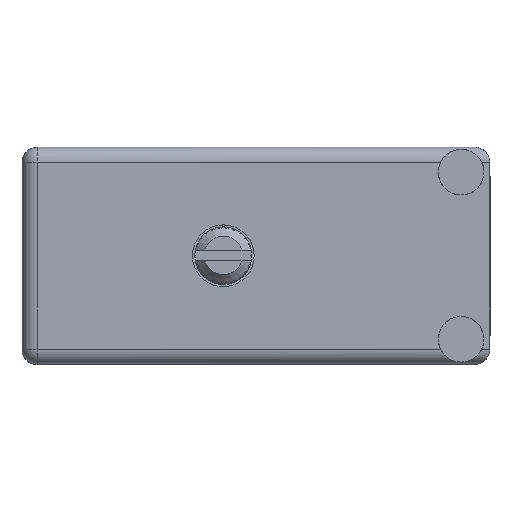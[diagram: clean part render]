
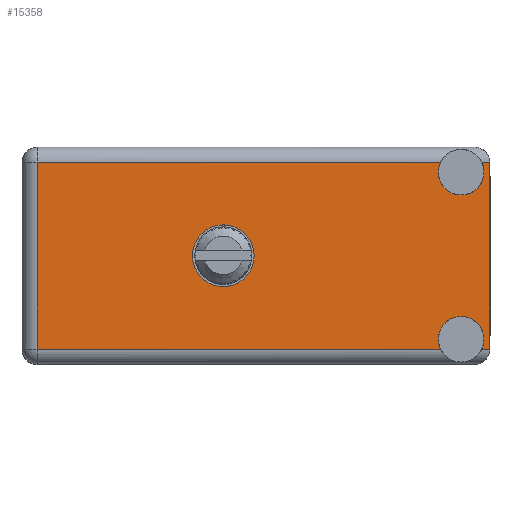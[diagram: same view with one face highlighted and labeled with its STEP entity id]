
A CAD part, top view. The second image highlights one B-rep face of the part: STEP entity #15358.
In plain terms, the highlighted face is planar.
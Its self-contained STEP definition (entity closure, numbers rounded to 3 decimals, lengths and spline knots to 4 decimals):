
#2155 = CARTESIAN_POINT ( 'NONE',  ( 1.539, 0.906, 0. ) ) ;
#7613 = ORIENTED_EDGE ( 'NONE', *, *, #47285, .T. ) ;
#11420 = EDGE_CURVE ( 'NONE', #82955, #89715, #166570, .T. ) ;
#11827 = FACE_BOUND ( 'NONE', #172923, .T. ) ;
#13280 = EDGE_CURVE ( 'NONE', #83265, #138143, #139549, .T. ) ;
#15358 = ADVANCED_FACE ( 'NONE', ( #11827, #188675 ), #56311, .T. ) ;
#16450 = AXIS2_PLACEMENT_3D ( 'NONE', #89557, #77944, #88600 ) ;
#18205 = VERTEX_POINT ( 'NONE', #113333 ) ;
#19040 = VECTOR ( 'NONE', #135053, 39.3701 ) ;
#19919 = ORIENTED_EDGE ( 'NONE', *, *, #177043, .F. ) ;
#20362 = AXIS2_PLACEMENT_3D ( 'NONE', #105729, #153051, #109555 ) ;
#21357 = ORIENTED_EDGE ( 'NONE', *, *, #38805, .F. ) ;
#22553 = DIRECTION ( 'NONE',  ( 0., 0., 1. ) ) ;
#22641 = CIRCLE ( 'NONE', #158408, 0.075 ) ;
#23382 = AXIS2_PLACEMENT_3D ( 'NONE', #74799, #30333, #147284 ) ;
#23659 = ORIENTED_EDGE ( 'NONE', *, *, #128921, .T. ) ;
#27310 = DIRECTION ( 'NONE',  ( 0., 0., 1. ) ) ;
#28970 = EDGE_CURVE ( 'NONE', #89715, #18205, #34944, .T. ) ;
#30333 = DIRECTION ( 'NONE',  ( 0., 1., 0. ) ) ;
#31179 = DIRECTION ( 'NONE',  ( 0., 0., 1. ) ) ;
#34944 = CIRCLE ( 'NONE', #16450, 0.075 ) ;
#34986 = CARTESIAN_POINT ( 'NONE',  ( 0.05, 0.906, -0.665 ) ) ;
#36129 = CARTESIAN_POINT ( 'NONE',  ( 0.05, 0.906, -0.715 ) ) ;
#38207 = LINE ( 'NONE', #184172, #44264 ) ;
#38805 = EDGE_CURVE ( 'NONE', #59396, #59184, #22641, .T. ) ;
#38811 = CARTESIAN_POINT ( 'NONE',  ( 1.445, 0.906, -0.6325 ) ) ;
#39929 = CARTESIAN_POINT ( 'NONE',  ( 1.539, 0.906, -0.05 ) ) ;
#41047 = DIRECTION ( 'NONE',  ( 0., 1., 0. ) ) ;
#44264 = VECTOR ( 'NONE', #112644, 39.3701 ) ;
#47285 = EDGE_CURVE ( 'NONE', #75951, #18205, #187566, .T. ) ;
#49279 = DIRECTION ( 'NONE',  ( 0., 1., 0. ) ) ;
#49929 = CARTESIAN_POINT ( 'NONE',  ( 1.445, 0.906, -0.5575 ) ) ;
#51800 = CARTESIAN_POINT ( 'NONE',  ( 0.05, 0.906, -0.05 ) ) ;
#52285 = ORIENTED_EDGE ( 'NONE', *, *, #97783, .F. ) ;
#53296 = CARTESIAN_POINT ( 'NONE',  ( 0., 0.906, -0.665 ) ) ;
#54261 = DIRECTION ( 'NONE',  ( 0., 1., 0. ) ) ;
#54453 = DIRECTION ( 'NONE',  ( 1., 0., 0. ) ) ;
#55627 = AXIS2_PLACEMENT_3D ( 'NONE', #100775, #159738, #27310 ) ;
#56311 = PLANE ( 'NONE',  #55627 ) ;
#57291 = CARTESIAN_POINT ( 'NONE',  ( 1.3774, 0.906, -0.665 ) ) ;
#59184 = VERTEX_POINT ( 'NONE', #112421 ) ;
#59396 = VERTEX_POINT ( 'NONE', #137414 ) ;
#62763 = VERTEX_POINT ( 'NONE', #167503 ) ;
#67972 = VECTOR ( 'NONE', #186628, 39.3701 ) ;
#74098 = ORIENTED_EDGE ( 'NONE', *, *, #177104, .F. ) ;
#74799 = CARTESIAN_POINT ( 'NONE',  ( 0.6625, 0.906, -0.3575 ) ) ;
#75951 = VERTEX_POINT ( 'NONE', #139232 ) ;
#76067 = CARTESIAN_POINT ( 'NONE',  ( 0., 0.906, -0.665 ) ) ;
#77944 = DIRECTION ( 'NONE',  ( 0., 1., 0. ) ) ;
#82955 = VERTEX_POINT ( 'NONE', #57291 ) ;
#82986 = EDGE_CURVE ( 'NONE', #62763, #160379, #131716, .T. ) ;
#83265 = VERTEX_POINT ( 'NONE', #34986 ) ;
#84614 = AXIS2_PLACEMENT_3D ( 'NONE', #100976, #41047, #159939 ) ;
#85040 = ORIENTED_EDGE ( 'NONE', *, *, #82986, .T. ) ;
#85181 = CIRCLE ( 'NONE', #23382, 0.1015 ) ;
#85232 = EDGE_CURVE ( 'NONE', #75951, #160379, #166431, .T. ) ;
#88600 = DIRECTION ( 'NONE',  ( 0., 0., 1. ) ) ;
#89557 = CARTESIAN_POINT ( 'NONE',  ( 1.445, 0.906, -0.6325 ) ) ;
#89715 = VERTEX_POINT ( 'NONE', #49929 ) ;
#94308 = ORIENTED_EDGE ( 'NONE', *, *, #118153, .T. ) ;
#97783 = EDGE_CURVE ( 'NONE', #62763, #59396, #167995, .T. ) ;
#100775 = CARTESIAN_POINT ( 'NONE',  ( 0., 0.906, -0.715 ) ) ;
#100976 = CARTESIAN_POINT ( 'NONE',  ( 1.445, 0.906, -0.0825 ) ) ;
#105416 = DIRECTION ( 'NONE',  ( 0., 0., 1. ) ) ;
#105729 = CARTESIAN_POINT ( 'NONE',  ( 0.6625, 0.906, -0.3575 ) ) ;
#108257 = DIRECTION ( 'NONE',  ( 0., 0., 1. ) ) ;
#109555 = DIRECTION ( 'NONE',  ( 0., 0., 1. ) ) ;
#112421 = CARTESIAN_POINT ( 'NONE',  ( 1.3774, 0.906, -0.05 ) ) ;
#112644 = DIRECTION ( 'NONE',  ( 1., 0., 0. ) ) ;
#113333 = CARTESIAN_POINT ( 'NONE',  ( 1.5126, 0.906, -0.665 ) ) ;
#118153 = EDGE_CURVE ( 'NONE', #82955, #83265, #148593, .T. ) ;
#120722 = ORIENTED_EDGE ( 'NONE', *, *, #11420, .F. ) ;
#124674 = ORIENTED_EDGE ( 'NONE', *, *, #85232, .F. ) ;
#126558 = AXIS2_PLACEMENT_3D ( 'NONE', #38811, #54261, #105416 ) ;
#126889 = VECTOR ( 'NONE', #54453, 39.3701 ) ;
#127681 = ORIENTED_EDGE ( 'NONE', *, *, #13280, .T. ) ;
#128921 = EDGE_CURVE ( 'NONE', #138143, #59184, #38207, .T. ) ;
#130061 = VECTOR ( 'NONE', #31179, 39.3701 ) ;
#131716 = LINE ( 'NONE', #39929, #126889 ) ;
#132691 = ORIENTED_EDGE ( 'NONE', *, *, #28970, .F. ) ;
#135015 = VERTEX_POINT ( 'NONE', #158396 ) ;
#135053 = DIRECTION ( 'NONE',  ( -1., 0., 0. ) ) ;
#137414 = CARTESIAN_POINT ( 'NONE',  ( 1.445, 0.906, -0.1575 ) ) ;
#138143 = VERTEX_POINT ( 'NONE', #51800 ) ;
#139232 = CARTESIAN_POINT ( 'NONE',  ( 1.539, 0.906, -0.665 ) ) ;
#139549 = LINE ( 'NONE', #36129, #166710 ) ;
#140433 = CARTESIAN_POINT ( 'NONE',  ( 1.539, 0.906, -0.05 ) ) ;
#140704 = CIRCLE ( 'NONE', #20362, 0.1015 ) ;
#142374 = CARTESIAN_POINT ( 'NONE',  ( 0.6625, 0.906, -0.459 ) ) ;
#147284 = DIRECTION ( 'NONE',  ( 0., 0., 1. ) ) ;
#148593 = LINE ( 'NONE', #76067, #19040 ) ;
#153051 = DIRECTION ( 'NONE',  ( 0., 1., 0. ) ) ;
#158396 = CARTESIAN_POINT ( 'NONE',  ( 0.6625, 0.906, -0.256 ) ) ;
#158408 = AXIS2_PLACEMENT_3D ( 'NONE', #182643, #49279, #108257 ) ;
#159738 = DIRECTION ( 'NONE',  ( 0., 1., 0. ) ) ;
#159939 = DIRECTION ( 'NONE',  ( 0., 0., 1. ) ) ;
#160379 = VERTEX_POINT ( 'NONE', #140433 ) ;
#166431 = LINE ( 'NONE', #2155, #130061 ) ;
#166570 = CIRCLE ( 'NONE', #126558, 0.075 ) ;
#166710 = VECTOR ( 'NONE', #22553, 39.3701 ) ;
#167503 = CARTESIAN_POINT ( 'NONE',  ( 1.5126, 0.906, -0.05 ) ) ;
#167995 = CIRCLE ( 'NONE', #84614, 0.075 ) ;
#172923 = EDGE_LOOP ( 'NONE', ( #74098, #19919 ) ) ;
#177043 = EDGE_CURVE ( 'NONE', #178035, #135015, #85181, .T. ) ;
#177104 = EDGE_CURVE ( 'NONE', #135015, #178035, #140704, .T. ) ;
#178035 = VERTEX_POINT ( 'NONE', #142374 ) ;
#182643 = CARTESIAN_POINT ( 'NONE',  ( 1.445, 0.906, -0.0825 ) ) ;
#183272 = EDGE_LOOP ( 'NONE', ( #23659, #21357, #52285, #85040, #124674, #7613, #132691, #120722, #94308, #127681 ) ) ;
#184172 = CARTESIAN_POINT ( 'NONE',  ( 1.539, 0.906, -0.05 ) ) ;
#186628 = DIRECTION ( 'NONE',  ( -1., 0., 0. ) ) ;
#187566 = LINE ( 'NONE', #53296, #67972 ) ;
#188675 = FACE_OUTER_BOUND ( 'NONE', #183272, .T. ) ;
